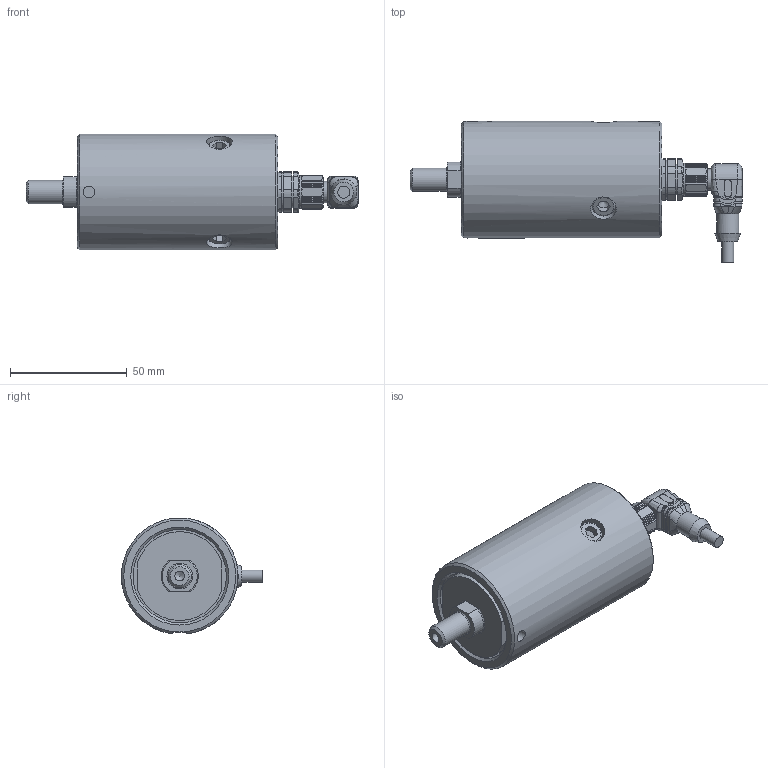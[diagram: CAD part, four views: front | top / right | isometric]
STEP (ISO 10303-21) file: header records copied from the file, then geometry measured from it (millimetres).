
FILE_DESCRIPTION (( 'STEP AP214' ), '1' );
FILE_NAME ('ZAK-A10N...2000N-S2 STEP.STEP', '2024-12-11T08:34:49', ( '' ), ( '' ), 'SwSTEP 2.0', 'SolidWorks 2023', '' );
FILE_SCHEMA (( 'AUTOMOTIVE_DESIGN' ));
Length unit declared in the file: millimetre
Products named in the file (1): ZAK-A10N...2000N-S2 STEP
Bounding box: 142.35 x 60.52 x 49.73 mm (x, y, z)
Volume: 145828.7 mm3; surface area: 47746.6 mm2
Topology: 7 solids, 12 shells, 788 faces, 2053 edges, 1319 vertices
Faces by surface type: plane 426, cylinder 197, cone 90, bspline 63, torus 12
Full cylindrical faces by diameter (mm): 1 x8, 1.1 x4, 1.15 x4, 1.2 x1, 1.5 x4, 1.55 x8, 1.6 x8, 1.85 x4, 3 x2, 4.2 x1, 5 x5, 5.2 x1, 6 x3, 6.6 x3, 7.65 x1, 8.375 x1, 8.42 x1, 9.22 x1, 9.3 x1, 9.6 x1, 9.7 x1, 9.95 x1, 10 x4, 10.4 x1, 10.8 x1, 11 x4, 12 x1, 13.5 x2, 14 x1, 14.5 x1
Entity records: 26964 total; most frequent: CARTESIAN_POINT 9231, ORIENTED_EDGE 3638, DIRECTION 3383, EDGE_CURVE 1819, VERTEX_POINT 1239, AXIS2_PLACEMENT_3D 1221, EDGE_LOOP 1002, LINE 941
